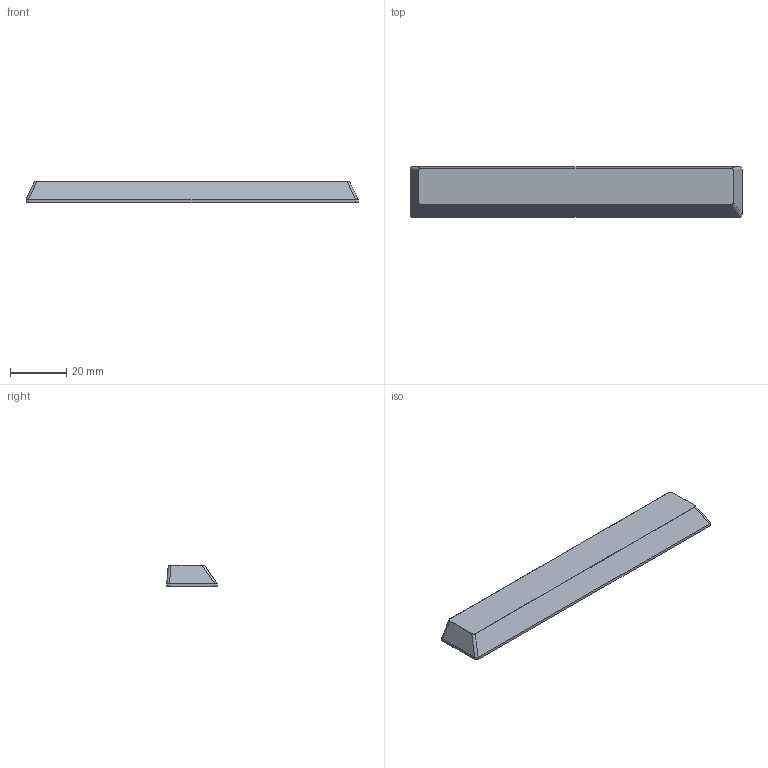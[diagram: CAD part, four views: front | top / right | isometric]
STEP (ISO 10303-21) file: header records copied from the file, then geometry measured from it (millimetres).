
FILE_DESCRIPTION(/* description */ ('STEP AP242','CAx-IF Rec.Pracs.---Representation and Presentation of Product Manufacturing Information (PMI)---4.0---2014-10-13','CAx-IF Rec.Pracs.---3D Tessellated Geometry---0.4---2014-09-14','2;1'),/* implementation_level */ '2;1');
FILE_NAME(/* name */ '666edfe2034c5f73c5a8ab09',/* time_stamp */ '2024-06-16T12:51:47Z',/* author */ (''),/* organization */ (''),/* preprocessor_version */ 'ST-DEVELOPER v20',/* originating_system */ ' ',/* authorisation */ ' ');
FILE_SCHEMA (('AP242_MANAGED_MODEL_BASED_3D_ENGINEERING_MIM_LF { 1 0 10303 442 1 1 4 }'));
Length unit declared in the file: metre
Products named in the file (1): 1u key
Bounding box: 118.01 x 18 x 7.5 mm (x, y, z)
Volume: 6237.1 mm3; surface area: 6841.4 mm2
Topology: 1 solids, 1 shells, 56 faces, 142 edges, 92 vertices
Faces by surface type: plane 35, cylinder 15, bspline 6
Entity records: 1784 total; most frequent: CARTESIAN_POINT 428, ORIENTED_EDGE 284, DIRECTION 266, EDGE_CURVE 142, VERTEX_POINT 92, LINE 90, VECTOR 90, AXIS2_PLACEMENT_3D 88
